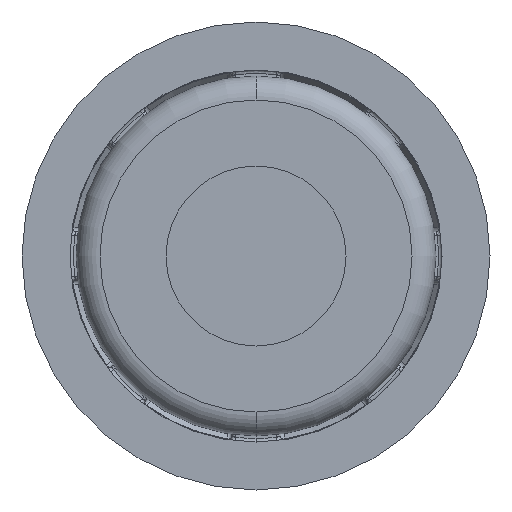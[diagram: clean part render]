
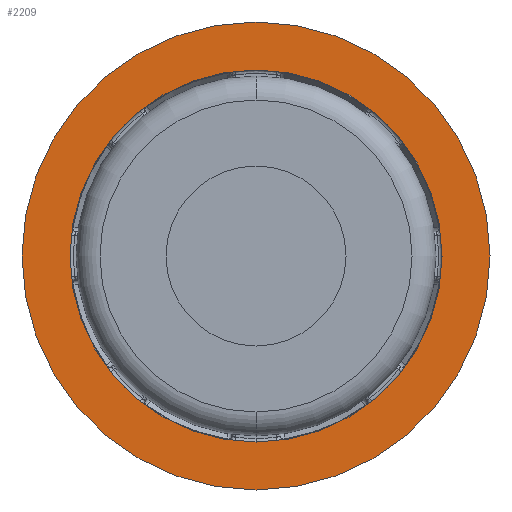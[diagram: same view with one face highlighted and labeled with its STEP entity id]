
A CAD part, front view. The second image highlights one B-rep face of the part: STEP entity #2209.
In plain terms, the highlighted planar face has unit normal (0, -1, 0).
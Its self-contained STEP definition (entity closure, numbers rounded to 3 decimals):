
#255 = CARTESIAN_POINT ( 'NONE',  ( 0., 0., 0. ) ) ;
#764 = CARTESIAN_POINT ( 'NONE',  ( 0., 0., 0. ) ) ;
#953 = AXIS2_PLACEMENT_3D ( 'NONE', #2308, #9953, #4859 ) ;
#1045 = CARTESIAN_POINT ( 'NONE',  ( 0., 0., 0. ) ) ;
#1188 = EDGE_CURVE ( 'NONE', #5514, #6932, #3490, .T. ) ;
#1748 = EDGE_CURVE ( 'NONE', #6932, #5514, #3929, .T. ) ;
#1771 = EDGE_CURVE ( 'NONE', #4077, #5226, #6032, .T. ) ;
#1932 = DIRECTION ( 'NONE',  ( 0., 1., 0. ) ) ;
#1970 = EDGE_LOOP ( 'NONE', ( #10013, #5952 ) ) ;
#2056 = DIRECTION ( 'NONE',  ( 0., 1., 0. ) ) ;
#2209 = ADVANCED_FACE ( 'NONE', ( #10224, #2788 ), #9411, .T. ) ;
#2308 = CARTESIAN_POINT ( 'NONE',  ( 0., 0., 0. ) ) ;
#2337 = CARTESIAN_POINT ( 'NONE',  ( -15.5, 0., 0. ) ) ;
#2435 = AXIS2_PLACEMENT_3D ( 'NONE', #255, #2056, #2662 ) ;
#2662 = DIRECTION ( 'NONE',  ( 0., 0., 1. ) ) ;
#2788 = FACE_OUTER_BOUND ( 'NONE', #6213, .T. ) ;
#3490 = CIRCLE ( 'NONE', #2435, 19.5 ) ;
#3929 = CIRCLE ( 'NONE', #5149, 19.5 ) ;
#3937 = ORIENTED_EDGE ( 'NONE', *, *, #1188, .F. ) ;
#3954 = CARTESIAN_POINT ( 'NONE',  ( 0., 0., -19.5 ) ) ;
#4077 = VERTEX_POINT ( 'NONE', #6977 ) ;
#4312 = DIRECTION ( 'NONE',  ( 0., 0., 1. ) ) ;
#4462 = ORIENTED_EDGE ( 'NONE', *, *, #1748, .F. ) ;
#4840 = DIRECTION ( 'NONE',  ( 0., 0., -1. ) ) ;
#4859 = DIRECTION ( 'NONE',  ( 0., 0., 1. ) ) ;
#5149 = AXIS2_PLACEMENT_3D ( 'NONE', #764, #9087, #7427 ) ;
#5226 = VERTEX_POINT ( 'NONE', #6966 ) ;
#5514 = VERTEX_POINT ( 'NONE', #3954 ) ;
#5709 = AXIS2_PLACEMENT_3D ( 'NONE', #2337, #9669, #4840 ) ;
#5952 = ORIENTED_EDGE ( 'NONE', *, *, #1771, .T. ) ;
#6032 = CIRCLE ( 'NONE', #953, 15.5 ) ;
#6156 = CIRCLE ( 'NONE', #7522, 15.5 ) ;
#6213 = EDGE_LOOP ( 'NONE', ( #3937, #4462 ) ) ;
#6932 = VERTEX_POINT ( 'NONE', #7275 ) ;
#6966 = CARTESIAN_POINT ( 'NONE',  ( 0., 0., 15.5 ) ) ;
#6977 = CARTESIAN_POINT ( 'NONE',  ( 0., 0., -15.5 ) ) ;
#7275 = CARTESIAN_POINT ( 'NONE',  ( 0., 0., 19.5 ) ) ;
#7427 = DIRECTION ( 'NONE',  ( 0., 0., 1. ) ) ;
#7522 = AXIS2_PLACEMENT_3D ( 'NONE', #1045, #1932, #4312 ) ;
#9087 = DIRECTION ( 'NONE',  ( 0., 1., 0. ) ) ;
#9335 = EDGE_CURVE ( 'NONE', #5226, #4077, #6156, .T. ) ;
#9411 = PLANE ( 'NONE',  #5709 ) ;
#9669 = DIRECTION ( 'NONE',  ( 0., -1., 0. ) ) ;
#9953 = DIRECTION ( 'NONE',  ( 0., 1., 0. ) ) ;
#10013 = ORIENTED_EDGE ( 'NONE', *, *, #9335, .T. ) ;
#10224 = FACE_BOUND ( 'NONE', #1970, .T. ) ;
